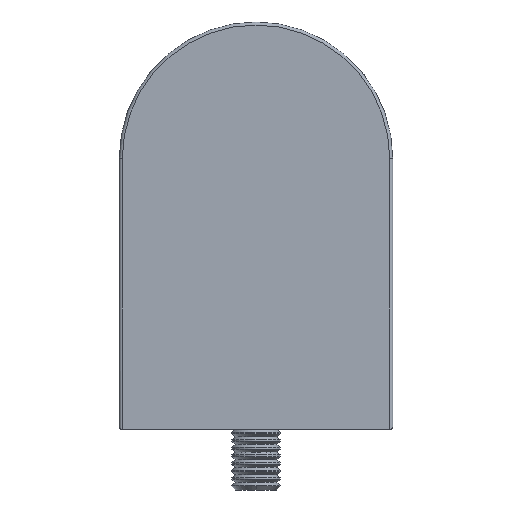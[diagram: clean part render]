
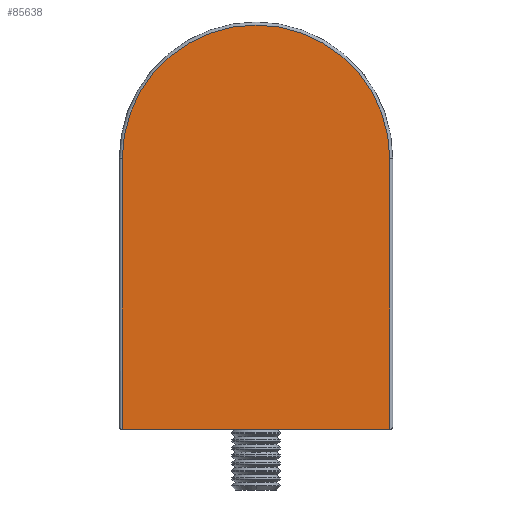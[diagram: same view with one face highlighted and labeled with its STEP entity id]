
A CAD part, left-side view. The second image highlights one B-rep face of the part: STEP entity #85638.
In plain terms, the highlighted planar face has unit normal (-1, 0, 0).
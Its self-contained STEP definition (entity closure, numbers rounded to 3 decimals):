
#4481 = ORIENTED_EDGE ( 'NONE', *, *, #13033, .T. ) ;
#5236 = LINE ( 'NONE', #59189, #7355 ) ;
#7355 = VECTOR ( 'NONE', #79806, 1000. ) ;
#7441 = VERTEX_POINT ( 'NONE', #54206 ) ;
#13033 = EDGE_CURVE ( 'NONE', #44751, #77725, #52907, .T. ) ;
#14414 = AXIS2_PLACEMENT_3D ( 'NONE', #41150, #68271, #28102 ) ;
#17168 = CARTESIAN_POINT ( 'NONE',  ( 0., -22., -3.996 ) ) ;
#17858 = FACE_OUTER_BOUND ( 'NONE', #86771, .T. ) ;
#24215 = VECTOR ( 'NONE', #33311, 1000. ) ;
#27819 = PLANE ( 'NONE',  #14414 ) ;
#28102 = DIRECTION ( 'NONE',  ( 0., 0., -1. ) ) ;
#30308 = CARTESIAN_POINT ( 'NONE',  ( 0., -22.5, -3.996 ) ) ;
#32492 = VERTEX_POINT ( 'NONE', #44035 ) ;
#33311 = DIRECTION ( 'NONE',  ( 0., 0., -1. ) ) ;
#34249 = CARTESIAN_POINT ( 'NONE',  ( 0., 0., 40.5 ) ) ;
#34902 = VECTOR ( 'NONE', #84834, 1000. ) ;
#40670 = CIRCLE ( 'NONE', #66963, 22. ) ;
#41150 = CARTESIAN_POINT ( 'NONE',  ( 0., 0., 40.5 ) ) ;
#42263 = EDGE_CURVE ( 'NONE', #77725, #32492, #5236, .T. ) ;
#44035 = CARTESIAN_POINT ( 'NONE',  ( 0., -22., 40.5 ) ) ;
#44751 = VERTEX_POINT ( 'NONE', #51949 ) ;
#47586 = DIRECTION ( 'NONE',  ( 0., 0., -1. ) ) ;
#51949 = CARTESIAN_POINT ( 'NONE',  ( 0., 22., -3.996 ) ) ;
#52363 = EDGE_CURVE ( 'NONE', #7441, #44751, #59068, .T. ) ;
#52907 = LINE ( 'NONE', #30308, #34902 ) ;
#53389 = CARTESIAN_POINT ( 'NONE',  ( 0., 22., 40.5 ) ) ;
#54206 = CARTESIAN_POINT ( 'NONE',  ( 0., 22., 40.5 ) ) ;
#55907 = ORIENTED_EDGE ( 'NONE', *, *, #58487, .T. ) ;
#58487 = EDGE_CURVE ( 'NONE', #32492, #7441, #40670, .T. ) ;
#59068 = LINE ( 'NONE', #53389, #24215 ) ;
#59189 = CARTESIAN_POINT ( 'NONE',  ( 0., -22., 40.5 ) ) ;
#66963 = AXIS2_PLACEMENT_3D ( 'NONE', #34249, #75273, #47586 ) ;
#68271 = DIRECTION ( 'NONE',  ( 1., 0., 0. ) ) ;
#75273 = DIRECTION ( 'NONE',  ( -1., 0., 0. ) ) ;
#77725 = VERTEX_POINT ( 'NONE', #17168 ) ;
#78436 = ORIENTED_EDGE ( 'NONE', *, *, #52363, .T. ) ;
#79806 = DIRECTION ( 'NONE',  ( 0., 0., 1. ) ) ;
#84834 = DIRECTION ( 'NONE',  ( 0., -1., 0. ) ) ;
#85638 = ADVANCED_FACE ( 'NONE', ( #17858 ), #27819, .F. ) ;
#85749 = ORIENTED_EDGE ( 'NONE', *, *, #42263, .T. ) ;
#86771 = EDGE_LOOP ( 'NONE', ( #4481, #85749, #55907, #78436 ) ) ;
